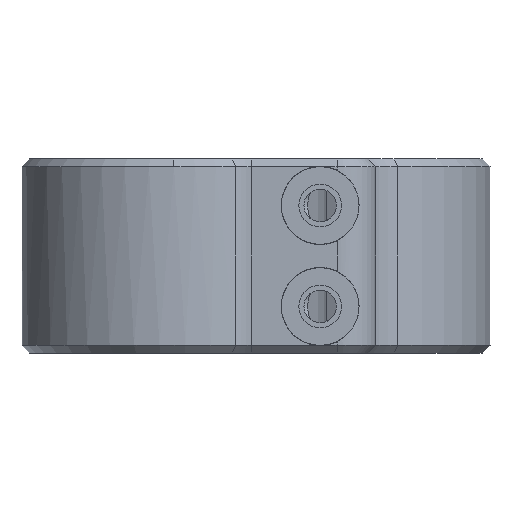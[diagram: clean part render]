
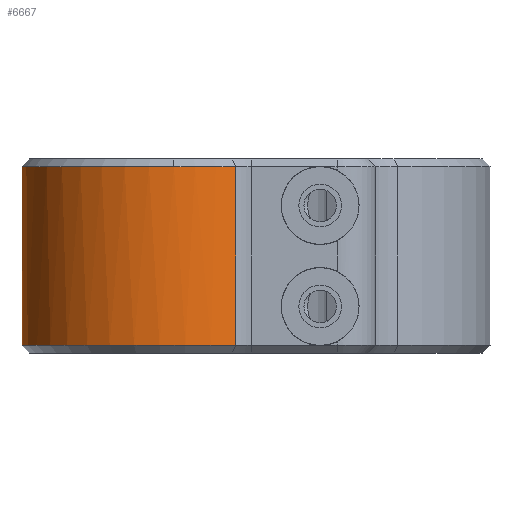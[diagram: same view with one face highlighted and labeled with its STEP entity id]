
A CAD part, left-side view. The second image highlights one B-rep face of the part: STEP entity #6667.
In plain terms, the highlighted cylindrical face has radius 19.6 mm (diameter 39.2 mm), a partial arc.
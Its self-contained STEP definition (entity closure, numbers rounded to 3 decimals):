
#342 = DIRECTION ( 'NONE',  ( 0., 0., -1. ) ) ;
#343 = CARTESIAN_POINT ( 'NONE',  ( -96.757, 32.449, -25. ) ) ;
#349 = CARTESIAN_POINT ( 'NONE',  ( -110., 18., -24. ) ) ;
#350 = DIRECTION ( 'NONE',  ( 0., 0., 1. ) ) ;
#351 = DIRECTION ( 'NONE',  ( 1., 0., 0. ) ) ;
#482 = CARTESIAN_POINT ( 'NONE',  ( -127.927, 10.076, -1. ) ) ;
#483 = CARTESIAN_POINT ( 'NONE',  ( -129.6, 18., -1. ) ) ;
#558 = AXIS2_PLACEMENT_3D ( 'NONE', #4716, #4717, #6922 ) ;
#642 = CARTESIAN_POINT ( 'NONE',  ( -96.757, 32.449, -24. ) ) ;
#650 = CARTESIAN_POINT ( 'NONE',  ( -127.927, 10.076, -24. ) ) ;
#655 = CARTESIAN_POINT ( 'NONE',  ( -96.757, 32.449, -1. ) ) ;
#1462 = FACE_OUTER_BOUND ( 'NONE', #5927, .T. ) ;
#1467 = CYLINDRICAL_SURFACE ( 'NONE', #5495, 19.6 ) ;
#1753 = ORIENTED_EDGE ( 'NONE', *, *, #5154, .T. ) ;
#1755 = ORIENTED_EDGE ( 'NONE', *, *, #5259, .T. ) ;
#1756 = ORIENTED_EDGE ( 'NONE', *, *, #4822, .T. ) ;
#1757 = ORIENTED_EDGE ( 'NONE', *, *, #5261, .T. ) ;
#1758 = ORIENTED_EDGE ( 'NONE', *, *, #5153, .T. ) ;
#2258 = VERTEX_POINT ( 'NONE', #482 ) ;
#2260 = VERTEX_POINT ( 'NONE', #483 ) ;
#3293 = DIRECTION ( 'NONE',  ( 1., 0., 0. ) ) ;
#3301 = CARTESIAN_POINT ( 'NONE',  ( -110., 18., -25. ) ) ;
#3302 = DIRECTION ( 'NONE',  ( 0., 0., 1. ) ) ;
#3360 = CIRCLE ( 'NONE', #558, 19.6 ) ;
#3451 = LINE ( 'NONE', #343, #3470 ) ;
#3470 = VECTOR ( 'NONE', #342, 1000. ) ;
#3471 = CIRCLE ( 'NONE', #5310, 19.6 ) ;
#3618 = CIRCLE ( 'NONE', #5371, 19.6 ) ;
#3621 = LINE ( 'NONE', #6403, #3623 ) ;
#3623 = VECTOR ( 'NONE', #6404, 1000. ) ;
#4097 = VERTEX_POINT ( 'NONE', #642 ) ;
#4100 = VERTEX_POINT ( 'NONE', #650 ) ;
#4105 = VERTEX_POINT ( 'NONE', #655 ) ;
#4716 = CARTESIAN_POINT ( 'NONE',  ( -110., 18., -1. ) ) ;
#4717 = DIRECTION ( 'NONE',  ( 0., 0., -1. ) ) ;
#4822 = EDGE_CURVE ( 'NONE', #2258, #2260, #3360, .T. ) ;
#5153 = EDGE_CURVE ( 'NONE', #4105, #4097, #3451, .T. ) ;
#5154 = EDGE_CURVE ( 'NONE', #4097, #4100, #3471, .T. ) ;
#5259 = EDGE_CURVE ( 'NONE', #4100, #2258, #3621, .T. ) ;
#5261 = EDGE_CURVE ( 'NONE', #2260, #4105, #3618, .T. ) ;
#5310 = AXIS2_PLACEMENT_3D ( 'NONE', #349, #350, #351 ) ;
#5371 = AXIS2_PLACEMENT_3D ( 'NONE', #6416, #6417, #6418 ) ;
#5495 = AXIS2_PLACEMENT_3D ( 'NONE', #3301, #3302, #3293 ) ;
#5927 = EDGE_LOOP ( 'NONE', ( #1755, #1756, #1757, #1758, #1753 ) ) ;
#6403 = CARTESIAN_POINT ( 'NONE',  ( -127.927, 10.076, -25. ) ) ;
#6404 = DIRECTION ( 'NONE',  ( 0., 0., 1. ) ) ;
#6416 = CARTESIAN_POINT ( 'NONE',  ( -110., 18., -1. ) ) ;
#6417 = DIRECTION ( 'NONE',  ( 0., 0., -1. ) ) ;
#6418 = DIRECTION ( 'NONE',  ( 1., 0., 0. ) ) ;
#6667 = ADVANCED_FACE ( 'NONE', ( #1462 ), #1467, .T. ) ;
#6922 = DIRECTION ( 'NONE',  ( 1., 0., 0. ) ) ;
